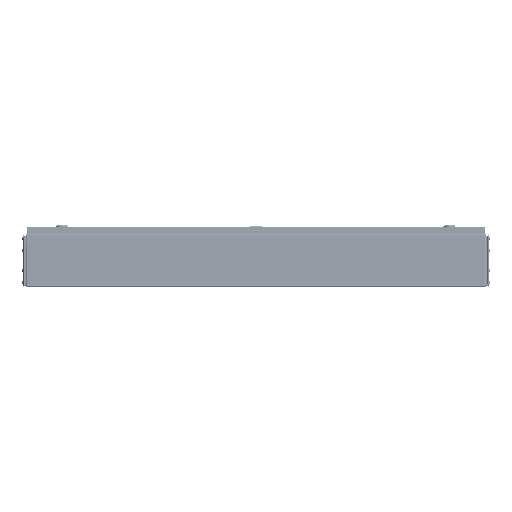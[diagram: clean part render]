
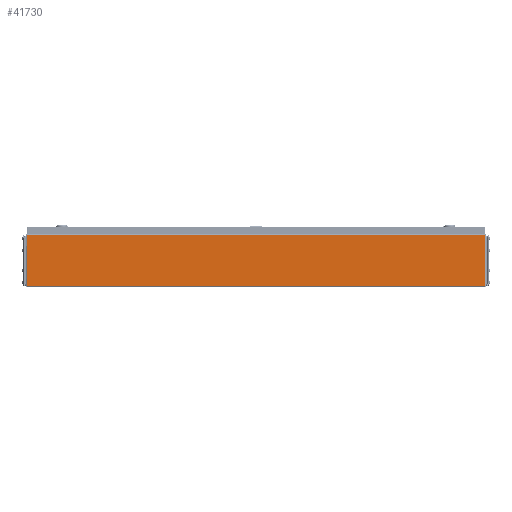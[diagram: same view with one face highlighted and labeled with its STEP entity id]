
A CAD part, left-side view. The second image highlights one B-rep face of the part: STEP entity #41730.
In plain terms, the highlighted planar face has unit normal (-1, 0, 0).
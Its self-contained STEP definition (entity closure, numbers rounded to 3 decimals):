
#2154 = VERTEX_POINT ( 'NONE', #47589 ) ;
#2211 = CARTESIAN_POINT ( 'NONE',  ( -250., -570.5, 0. ) ) ;
#8277 = DIRECTION ( 'NONE',  ( 1., 0., 0. ) ) ;
#8673 = VECTOR ( 'NONE', #18179, 1000. ) ;
#10169 = EDGE_LOOP ( 'NONE', ( #74951, #67815, #54044, #10245 ) ) ;
#10245 = ORIENTED_EDGE ( 'NONE', *, *, #46012, .T. ) ;
#14139 = VECTOR ( 'NONE', #45332, 1000. ) ;
#15304 = CARTESIAN_POINT ( 'NONE',  ( -250., 0., 0. ) ) ;
#16868 = LINE ( 'NONE', #50033, #8673 ) ;
#18179 = DIRECTION ( 'NONE',  ( 0., 0., -1. ) ) ;
#21698 = CARTESIAN_POINT ( 'NONE',  ( -250., -570.5, 127.5 ) ) ;
#23453 = LINE ( 'NONE', #48686, #43363 ) ;
#27380 = EDGE_CURVE ( 'NONE', #59945, #2154, #51115, .T. ) ;
#28156 = DIRECTION ( 'NONE',  ( 0., 0., -1. ) ) ;
#32056 = CARTESIAN_POINT ( 'NONE',  ( -250., 570.5, 1. ) ) ;
#36802 = EDGE_CURVE ( 'NONE', #59067, #70534, #23453, .T. ) ;
#41730 = ADVANCED_FACE ( 'NONE', ( #55153 ), #75924, .F. ) ;
#43363 = VECTOR ( 'NONE', #61944, 1000. ) ;
#45332 = DIRECTION ( 'NONE',  ( 0., 1., 0. ) ) ;
#46012 = EDGE_CURVE ( 'NONE', #59945, #59067, #62754, .T. ) ;
#47589 = CARTESIAN_POINT ( 'NONE',  ( -250., 570.5, 1. ) ) ;
#48686 = CARTESIAN_POINT ( 'NONE',  ( -250., -570.5, 127.5 ) ) ;
#50033 = CARTESIAN_POINT ( 'NONE',  ( -250., 570.5, 0. ) ) ;
#51115 = LINE ( 'NONE', #32056, #14139 ) ;
#54044 = ORIENTED_EDGE ( 'NONE', *, *, #27380, .F. ) ;
#54584 = CARTESIAN_POINT ( 'NONE',  ( -250., 570.5, 127.5 ) ) ;
#55153 = FACE_OUTER_BOUND ( 'NONE', #10169, .T. ) ;
#59067 = VERTEX_POINT ( 'NONE', #21698 ) ;
#59945 = VERTEX_POINT ( 'NONE', #72556 ) ;
#61944 = DIRECTION ( 'NONE',  ( 0., 1., 0. ) ) ;
#62754 = LINE ( 'NONE', #2211, #79097 ) ;
#67815 = ORIENTED_EDGE ( 'NONE', *, *, #84382, .T. ) ;
#70534 = VERTEX_POINT ( 'NONE', #54584 ) ;
#72556 = CARTESIAN_POINT ( 'NONE',  ( -250., -570.5, 1. ) ) ;
#73335 = DIRECTION ( 'NONE',  ( 0., 0., 1. ) ) ;
#74951 = ORIENTED_EDGE ( 'NONE', *, *, #36802, .T. ) ;
#75924 = PLANE ( 'NONE',  #82259 ) ;
#79097 = VECTOR ( 'NONE', #73335, 1000. ) ;
#82259 = AXIS2_PLACEMENT_3D ( 'NONE', #15304, #8277, #28156 ) ;
#84382 = EDGE_CURVE ( 'NONE', #70534, #2154, #16868, .T. ) ;
